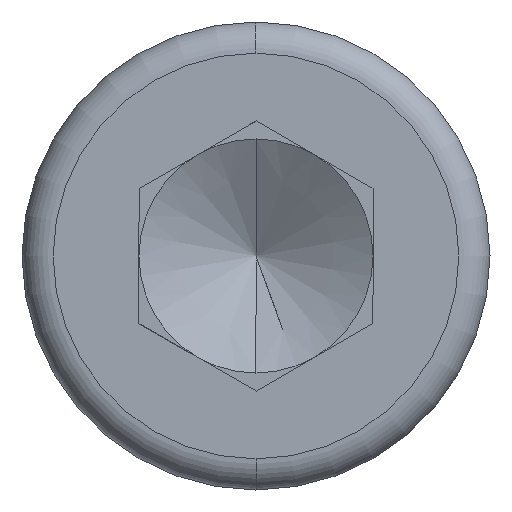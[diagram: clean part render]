
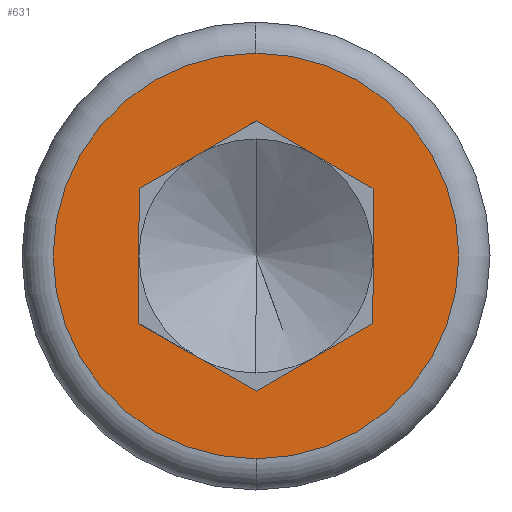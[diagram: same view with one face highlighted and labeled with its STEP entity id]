
A CAD part, left-side view. The second image highlights one B-rep face of the part: STEP entity #631.
In plain terms, the highlighted planar face has unit normal (-1, 0, 0).
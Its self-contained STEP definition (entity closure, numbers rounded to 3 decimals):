
#3 = DIRECTION ( 'NONE',  ( 0., 0., -1. ) ) ;
#34 = AXIS2_PLACEMENT_3D ( 'NONE', #320, #487, #666 ) ;
#44 = CARTESIAN_POINT ( 'NONE',  ( 0., -0.75, -0.433 ) ) ;
#51 = LINE ( 'NONE', #76, #295 ) ;
#54 = CARTESIAN_POINT ( 'NONE',  ( 0., 0., 0. ) ) ;
#59 = VECTOR ( 'NONE', #175, 1000. ) ;
#67 = VERTEX_POINT ( 'NONE', #652 ) ;
#69 = CARTESIAN_POINT ( 'NONE',  ( 0., 0.75, 0.433 ) ) ;
#73 = CIRCLE ( 'NONE', #34, 1.3 ) ;
#76 = CARTESIAN_POINT ( 'NONE',  ( 0., -0.75, 0.433 ) ) ;
#92 = LINE ( 'NONE', #525, #291 ) ;
#95 = EDGE_LOOP ( 'NONE', ( #664, #539, #749, #674, #656, #524 ) ) ;
#118 = CARTESIAN_POINT ( 'NONE',  ( 0., 0., -0.866 ) ) ;
#129 = LINE ( 'NONE', #118, #183 ) ;
#152 = EDGE_CURVE ( 'NONE', #170, #406, #129, .T. ) ;
#162 = EDGE_CURVE ( 'NONE', #67, #420, #51, .T. ) ;
#170 = VERTEX_POINT ( 'NONE', #300 ) ;
#175 = DIRECTION ( 'NONE',  ( 0., -0.866, 0.5 ) ) ;
#183 = VECTOR ( 'NONE', #591, 1000. ) ;
#197 = CARTESIAN_POINT ( 'NONE',  ( 0., 0.75, -0.433 ) ) ;
#204 = CIRCLE ( 'NONE', #620, 1.3 ) ;
#222 = DIRECTION ( 'NONE',  ( 1., 0., 0. ) ) ;
#226 = VECTOR ( 'NONE', #253, 1000. ) ;
#238 = EDGE_CURVE ( 'NONE', #466, #513, #681, .T. ) ;
#253 = DIRECTION ( 'NONE',  ( 0., -0.866, -0.5 ) ) ;
#264 = AXIS2_PLACEMENT_3D ( 'NONE', #54, #222, #3 ) ;
#269 = ORIENTED_EDGE ( 'NONE', *, *, #753, .T. ) ;
#291 = VECTOR ( 'NONE', #648, 1000. ) ;
#295 = VECTOR ( 'NONE', #658, 1000. ) ;
#300 = CARTESIAN_POINT ( 'NONE',  ( 0., 0., -0.866 ) ) ;
#307 = FACE_BOUND ( 'NONE', #95, .T. ) ;
#309 = EDGE_CURVE ( 'NONE', #513, #67, #647, .T. ) ;
#311 = CARTESIAN_POINT ( 'NONE',  ( 0., 0., 0.866 ) ) ;
#320 = CARTESIAN_POINT ( 'NONE',  ( 0., 0., 0. ) ) ;
#337 = PLANE ( 'NONE',  #264 ) ;
#359 = ORIENTED_EDGE ( 'NONE', *, *, #601, .T. ) ;
#394 = CARTESIAN_POINT ( 'NONE',  ( 0., 0., 0.866 ) ) ;
#397 = VERTEX_POINT ( 'NONE', #563 ) ;
#406 = VERTEX_POINT ( 'NONE', #438 ) ;
#420 = VERTEX_POINT ( 'NONE', #44 ) ;
#434 = DIRECTION ( 'NONE',  ( 0., 0., 1. ) ) ;
#438 = CARTESIAN_POINT ( 'NONE',  ( 0., 0.75, -0.433 ) ) ;
#454 = CARTESIAN_POINT ( 'NONE',  ( 0., 0., 0. ) ) ;
#463 = VECTOR ( 'NONE', #434, 1000. ) ;
#466 = VERTEX_POINT ( 'NONE', #687 ) ;
#487 = DIRECTION ( 'NONE',  ( -1., 0., 0. ) ) ;
#513 = VERTEX_POINT ( 'NONE', #394 ) ;
#515 = DIRECTION ( 'NONE',  ( -1., 0., 0. ) ) ;
#524 = ORIENTED_EDGE ( 'NONE', *, *, #162, .T. ) ;
#525 = CARTESIAN_POINT ( 'NONE',  ( 0., -0.75, -0.433 ) ) ;
#539 = ORIENTED_EDGE ( 'NONE', *, *, #152, .T. ) ;
#563 = CARTESIAN_POINT ( 'NONE',  ( 0., 0., -1.3 ) ) ;
#572 = CARTESIAN_POINT ( 'NONE',  ( 0., 0., 1.3 ) ) ;
#573 = DIRECTION ( 'NONE',  ( 0., 0., -1. ) ) ;
#587 = VERTEX_POINT ( 'NONE', #572 ) ;
#591 = DIRECTION ( 'NONE',  ( 0., 0.866, 0.5 ) ) ;
#601 = EDGE_CURVE ( 'NONE', #397, #587, #204, .T. ) ;
#603 = LINE ( 'NONE', #197, #463 ) ;
#620 = AXIS2_PLACEMENT_3D ( 'NONE', #454, #515, #573 ) ;
#631 = ADVANCED_FACE ( 'NONE', ( #695, #307 ), #337, .F. ) ;
#642 = EDGE_CURVE ( 'NONE', #420, #170, #92, .T. ) ;
#647 = LINE ( 'NONE', #311, #226 ) ;
#648 = DIRECTION ( 'NONE',  ( 0., 0.866, -0.5 ) ) ;
#652 = CARTESIAN_POINT ( 'NONE',  ( 0., -0.75, 0.433 ) ) ;
#656 = ORIENTED_EDGE ( 'NONE', *, *, #309, .T. ) ;
#658 = DIRECTION ( 'NONE',  ( 0., 0., -1. ) ) ;
#664 = ORIENTED_EDGE ( 'NONE', *, *, #642, .T. ) ;
#666 = DIRECTION ( 'NONE',  ( 0., 0., -1. ) ) ;
#674 = ORIENTED_EDGE ( 'NONE', *, *, #238, .T. ) ;
#681 = LINE ( 'NONE', #69, #59 ) ;
#687 = CARTESIAN_POINT ( 'NONE',  ( 0., 0.75, 0.433 ) ) ;
#692 = EDGE_LOOP ( 'NONE', ( #359, #269 ) ) ;
#695 = FACE_OUTER_BOUND ( 'NONE', #692, .T. ) ;
#720 = EDGE_CURVE ( 'NONE', #406, #466, #603, .T. ) ;
#749 = ORIENTED_EDGE ( 'NONE', *, *, #720, .T. ) ;
#753 = EDGE_CURVE ( 'NONE', #587, #397, #73, .T. ) ;
